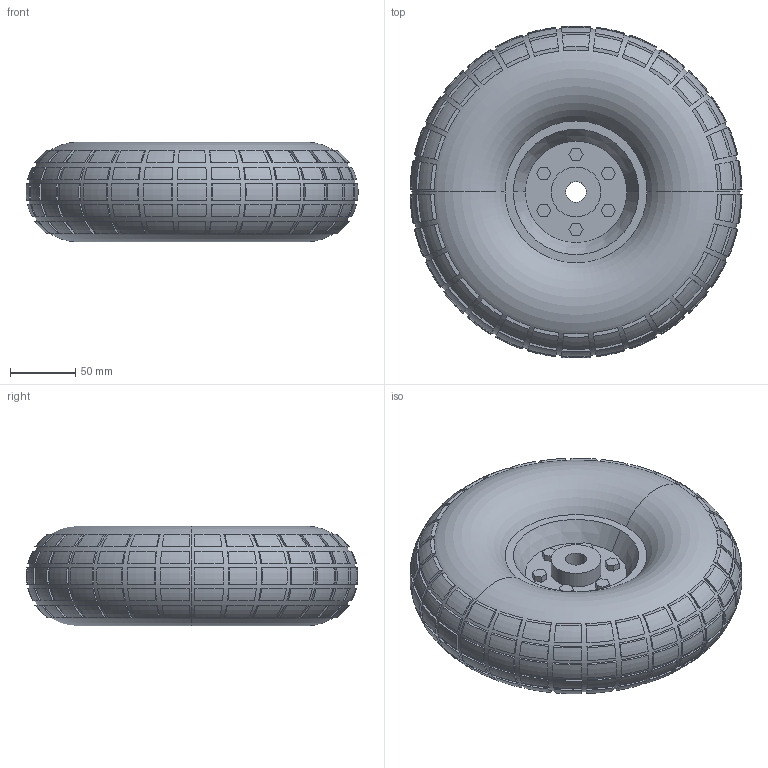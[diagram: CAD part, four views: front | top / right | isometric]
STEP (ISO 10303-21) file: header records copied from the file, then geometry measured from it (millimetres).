
FILE_DESCRIPTION (( 'STEP AP214' ), '1' );
FILE_NAME ('Pneumatic Tire- 10in.STEP', '2012-05-28T21:20:25', ( '' ), ( '' ), 'SwSTEP 2.0', 'SolidWorks 2011', '' );
FILE_SCHEMA (( 'AUTOMOTIVE_DESIGN' ));
Length unit declared in the file: inch
Products named in the file (1): Pneumatic Tire- 10in
Bounding box: 253.85 x 253.78 x 76.2 mm (x, y, z)
Volume: 609250.9 mm3; surface area: 286914.2 mm2
Topology: 1 solids, 2 shells, 874 faces, 2096 edges, 1396 vertices
Faces by surface type: plane 696, torus 156, cylinder 18, cone 4
Entity records: 26398 total; most frequent: DIRECTION 5104, CARTESIAN_POINT 4367, ORIENTED_EDGE 4192, AXIS2_PLACEMENT_3D 2133, EDGE_CURVE 2096, VERTEX_POINT 1396, CIRCLE 1258, EDGE_LOOP 1048
